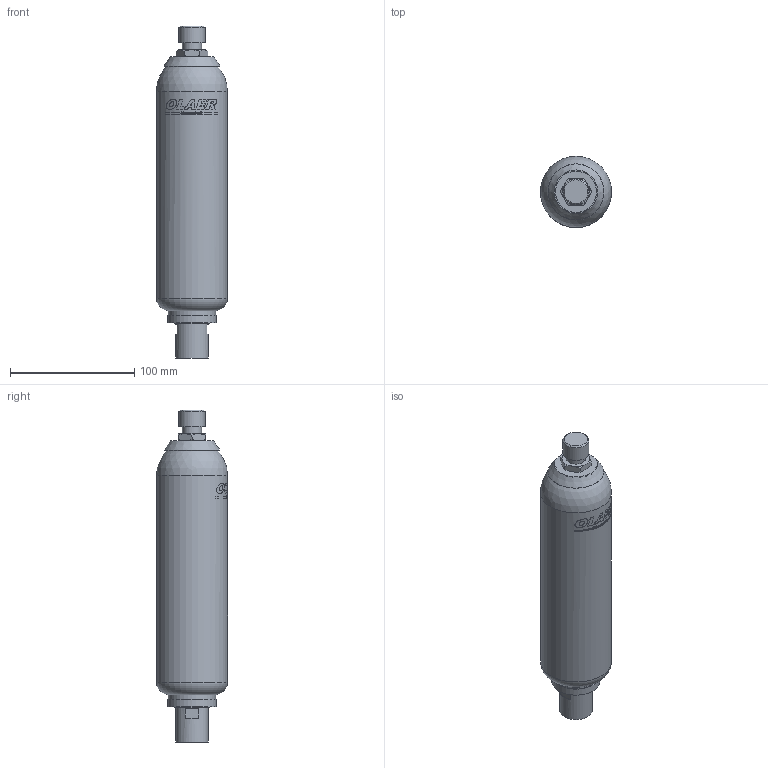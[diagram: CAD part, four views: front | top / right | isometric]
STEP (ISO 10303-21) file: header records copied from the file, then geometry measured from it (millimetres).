
FILE_DESCRIPTION( ( 'Unknown' ), '1' );
FILE_NAME( 'EHV_0_2-350_111276.stp', 'Unknown', ( 'Unknown' ), ( 'Unknown' ), 'PSStep 17.0.49', 'Unknown', ' ' );
FILE_SCHEMA( ( 'AUTOMOTIVE_DESIGN { 1 0 10303 214 1 1 1 1 }' ) );
Length unit declared in the file: millimetre
Products named in the file (1): 1
Bounding box: 57.1 x 57.1 x 267 mm (x, y, z)
Volume: 526069.5 mm3; surface area: 49325.1 mm2
Topology: 1 solids, 1 shells, 214 faces, 513 edges, 338 vertices
Faces by surface type: plane 132, cylinder 36, extrusion 22, cone 20, torus 3, sphere 1
Full cylindrical faces by diameter (mm): 4 x1, 5.774 x1, 6.7 x1, 15.5 x1, 18 x1, 18.631 x1, 21 x1, 26.5 x1, 28 x1, 38 x1, 38.678 x1, 57.1 x1
Entity records: 9814 total; most frequent: CARTESIAN_POINT 3117, DIRECTION 1056, ORIENTED_EDGE 968, EDGE_CURVE 484, AXIS2_PLACEMENT_3D 425, VERTEX_POINT 336, EDGE_LOOP 278, FACE_OUTER_BOUND 232
